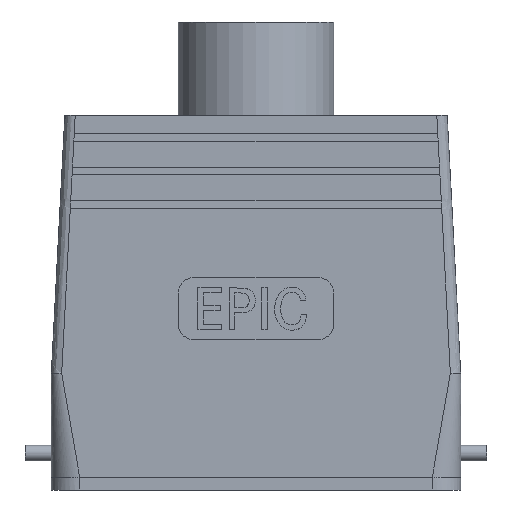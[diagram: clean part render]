
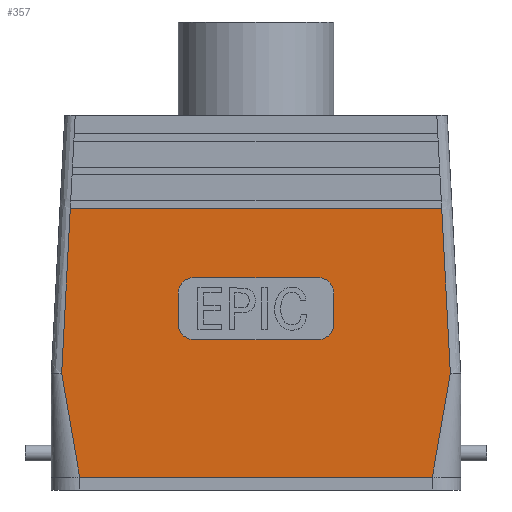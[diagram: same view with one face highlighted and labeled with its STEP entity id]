
A CAD part, left-side view. The second image highlights one B-rep face of the part: STEP entity #357.
In plain terms, the highlighted planar face has unit normal (-1, 0, -0.021).
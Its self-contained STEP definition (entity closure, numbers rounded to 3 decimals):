
#357 = ADVANCED_FACE( '', ( #789, #790 ), #791, .F. );
#789 = FACE_BOUND( '', #1442, .T. );
#790 = FACE_OUTER_BOUND( '', #1443, .T. );
#791 = PLANE( '', #1444 );
#1442 = EDGE_LOOP( '', ( #2593, #2594, #2595, #2596, #2597, #2598, #2599, #2600 ) );
#1443 = EDGE_LOOP( '', ( #2601, #2602, #2603, #2604, #2605, #2606 ) );
#1444 = AXIS2_PLACEMENT_3D( '', #2607, #2608, #2609 );
#2593 = ORIENTED_EDGE( '', *, *, #3626, .T. );
#2594 = ORIENTED_EDGE( '', *, *, #3369, .F. );
#2595 = ORIENTED_EDGE( '', *, *, #3316, .F. );
#2596 = ORIENTED_EDGE( '', *, *, #3446, .F. );
#2597 = ORIENTED_EDGE( '', *, *, #3627, .F. );
#2598 = ORIENTED_EDGE( '', *, *, #3628, .F. );
#2599 = ORIENTED_EDGE( '', *, *, #3523, .T. );
#2600 = ORIENTED_EDGE( '', *, *, #3629, .T. );
#2601 = ORIENTED_EDGE( '', *, *, #3562, .T. );
#2602 = ORIENTED_EDGE( '', *, *, #3630, .F. );
#2603 = ORIENTED_EDGE( '', *, *, #3631, .F. );
#2604 = ORIENTED_EDGE( '', *, *, #3393, .F. );
#2605 = ORIENTED_EDGE( '', *, *, #3494, .T. );
#2606 = ORIENTED_EDGE( '', *, *, #3374, .T. );
#2607 = CARTESIAN_POINT( '', ( -14.75, 39.5, 0. ) );
#2608 = DIRECTION( '', ( 1., 0., 0.021 ) );
#2609 = DIRECTION( '', ( 0.021, 0., -1. ) );
#3316 = EDGE_CURVE( '', #3903, #3904, #3905, .F. );
#3369 = EDGE_CURVE( '', #3904, #3994, #3995, .T. );
#3374 = EDGE_CURVE( '', #4003, #4000, #4004, .F. );
#3393 = EDGE_CURVE( '', #4035, #3815, #4036, .T. );
#3446 = EDGE_CURVE( '', #4119, #3903, #4120, .T. );
#3494 = EDGE_CURVE( '', #4035, #4003, #4195, .T. );
#3523 = EDGE_CURVE( '', #4240, #4241, #4242, .F. );
#3562 = EDGE_CURVE( '', #4000, #4295, #4298, .T. );
#3626 = EDGE_CURVE( '', #4383, #3994, #4384, .F. );
#3627 = EDGE_CURVE( '', #4385, #4119, #4386, .F. );
#3628 = EDGE_CURVE( '', #4240, #4385, #4387, .T. );
#3629 = EDGE_CURVE( '', #4241, #4383, #4388, .T. );
#3630 = EDGE_CURVE( '', #4389, #4295, #4390, .F. );
#3631 = EDGE_CURVE( '', #3815, #4389, #4391, .T. );
#3815 = VERTEX_POINT( '', #4655 );
#3903 = VERTEX_POINT( '', #4787 );
#3904 = VERTEX_POINT( '', #4788 );
#3905 = ELLIPSE( '', #4789, 3.001, 3. );
#3994 = VERTEX_POINT( '', #4932 );
#3995 = LINE( '', #4933, #4934 );
#4000 = VERTEX_POINT( '', #4941 );
#4003 = VERTEX_POINT( '', #4963 );
#4004 = B_SPLINE_CURVE_WITH_KNOTS( '', 3, ( #4964, #4965, #4966, #4967 ), .UNSPECIFIED., .F., .F., ( 4, 4 ), ( 0.562, 0.84 ), .UNSPECIFIED. );
#4035 = VERTEX_POINT( '', #5028 );
#4036 = LINE( '', #5029, #5030 );
#4119 = VERTEX_POINT( '', #5244 );
#4120 = LINE( '', #5245, #5246 );
#4195 = B_SPLINE_CURVE_WITH_KNOTS( '', 3, ( #5373, #5374, #5375, #5376 ), .UNSPECIFIED., .F., .F., ( 4, 4 ), ( 0.472, 0.6 ), .UNSPECIFIED. );
#4240 = VERTEX_POINT( '', #5481 );
#4241 = VERTEX_POINT( '', #5482 );
#4242 = ELLIPSE( '', #5483, 3.001, 3. );
#4295 = VERTEX_POINT( '', #5559 );
#4298 = LINE( '', #5581, #5582 );
#4383 = VERTEX_POINT( '', #5735 );
#4384 = ELLIPSE( '', #5736, 3.001, 3. );
#4385 = VERTEX_POINT( '', #5737 );
#4386 = ELLIPSE( '', #5738, 3.001, 3. );
#4387 = LINE( '', #5739, #5740 );
#4388 = LINE( '', #5741, #5742 );
#4389 = VERTEX_POINT( '', #5743 );
#4390 = B_SPLINE_CURVE_WITH_KNOTS( '', 3, ( #5744, #5745, #5746, #5747 ), .UNSPECIFIED., .F., .F., ( 4, 4 ), ( 0.562, 0.84 ), .UNSPECIFIED. );
#4391 = B_SPLINE_CURVE_WITH_KNOTS( '', 3, ( #5748, #5749, #5750, #5751 ), .UNSPECIFIED., .F., .F., ( 4, 4 ), ( 0.472, 0.6 ), .UNSPECIFIED. );
#4655 = CARTESIAN_POINT( '', ( -15.826, -35.829, 51.8 ) );
#4787 = CARTESIAN_POINT( '', ( -15.363, 15., 29.5 ) );
#4788 = CARTESIAN_POINT( '', ( -15.301, 12., 26.5 ) );
#4789 = AXIS2_PLACEMENT_3D( '', #6136, #6137, #6138 );
#4932 = CARTESIAN_POINT( '', ( -15.301, -12., 26.5 ) );
#4933 = CARTESIAN_POINT( '', ( -15.301, 39.5, 26.5 ) );
#4934 = VECTOR( '', #6186, 1000. );
#4941 = CARTESIAN_POINT( '', ( -14.75, 34.02, 0. ) );
#4963 = CARTESIAN_POINT( '', ( -15.165, 37.496, 19.978 ) );
#4964 = CARTESIAN_POINT( '', ( -14.75, 34.02, 0. ) );
#4965 = CARTESIAN_POINT( '', ( -14.888, 35.179, 6.659 ) );
#4966 = CARTESIAN_POINT( '', ( -15.027, 36.337, 13.319 ) );
#4967 = CARTESIAN_POINT( '', ( -15.165, 37.496, 19.978 ) );
#5028 = CARTESIAN_POINT( '', ( -15.826, 35.829, 51.8 ) );
#5029 = CARTESIAN_POINT( '', ( -15.826, 39.5, 51.8 ) );
#5030 = VECTOR( '', #6196, 1000. );
#5244 = CARTESIAN_POINT( '', ( -15.487, 15., 35.5 ) );
#5245 = CARTESIAN_POINT( '', ( -14.75, 15., 0. ) );
#5246 = VECTOR( '', #6220, 1000. );
#5373 = CARTESIAN_POINT( '', ( -15.826, 35.829, 51.8 ) );
#5374 = CARTESIAN_POINT( '', ( -15.606, 36.384, 41.193 ) );
#5375 = CARTESIAN_POINT( '', ( -15.385, 36.94, 30.586 ) );
#5376 = CARTESIAN_POINT( '', ( -15.165, 37.496, 19.978 ) );
#5481 = CARTESIAN_POINT( '', ( -15.55, -12., 38.5 ) );
#5482 = CARTESIAN_POINT( '', ( -15.487, -15., 35.5 ) );
#5483 = AXIS2_PLACEMENT_3D( '', #6274, #6275, #6276 );
#5559 = CARTESIAN_POINT( '', ( -14.75, -34.02, 0. ) );
#5581 = CARTESIAN_POINT( '', ( -14.75, 39.5, 0. ) );
#5582 = VECTOR( '', #6316, 1000. );
#5735 = CARTESIAN_POINT( '', ( -15.363, -15., 29.5 ) );
#5736 = AXIS2_PLACEMENT_3D( '', #6385, #6386, #6387 );
#5737 = CARTESIAN_POINT( '', ( -15.55, 12., 38.5 ) );
#5738 = AXIS2_PLACEMENT_3D( '', #6388, #6389, #6390 );
#5739 = CARTESIAN_POINT( '', ( -15.55, 39.5, 38.5 ) );
#5740 = VECTOR( '', #6391, 1000. );
#5741 = CARTESIAN_POINT( '', ( -14.75, -15., 0. ) );
#5742 = VECTOR( '', #6392, 1000. );
#5743 = CARTESIAN_POINT( '', ( -15.165, -37.496, 19.978 ) );
#5744 = CARTESIAN_POINT( '', ( -14.75, -34.02, 0. ) );
#5745 = CARTESIAN_POINT( '', ( -14.888, -35.179, 6.659 ) );
#5746 = CARTESIAN_POINT( '', ( -15.027, -36.337, 13.319 ) );
#5747 = CARTESIAN_POINT( '', ( -15.165, -37.496, 19.978 ) );
#5748 = CARTESIAN_POINT( '', ( -15.826, -35.829, 51.8 ) );
#5749 = CARTESIAN_POINT( '', ( -15.606, -36.384, 41.193 ) );
#5750 = CARTESIAN_POINT( '', ( -15.385, -36.94, 30.586 ) );
#5751 = CARTESIAN_POINT( '', ( -15.165, -37.496, 19.978 ) );
#6136 = CARTESIAN_POINT( '', ( -15.363, 12., 29.5 ) );
#6137 = DIRECTION( '', ( 1., 0., 0.021 ) );
#6138 = DIRECTION( '', ( 0.021, 0., -1. ) );
#6186 = DIRECTION( '', ( 0., -1., 0. ) );
#6196 = DIRECTION( '', ( 0., -1., 0. ) );
#6220 = DIRECTION( '', ( 0.021, 0., -1. ) );
#6274 = CARTESIAN_POINT( '', ( -15.487, -12., 35.5 ) );
#6275 = DIRECTION( '', ( -1., 0., -0.021 ) );
#6276 = DIRECTION( '', ( 0.021, 0., -1. ) );
#6316 = DIRECTION( '', ( 0., -1., 0. ) );
#6385 = CARTESIAN_POINT( '', ( -15.363, -12., 29.5 ) );
#6386 = DIRECTION( '', ( -1., 0., -0.021 ) );
#6387 = DIRECTION( '', ( 0.021, 0., -1. ) );
#6388 = CARTESIAN_POINT( '', ( -15.487, 12., 35.5 ) );
#6389 = DIRECTION( '', ( 1., 0., 0.021 ) );
#6390 = DIRECTION( '', ( 0.021, 0., -1. ) );
#6391 = DIRECTION( '', ( 0., 1., 0. ) );
#6392 = DIRECTION( '', ( 0.021, 0., -1. ) );
